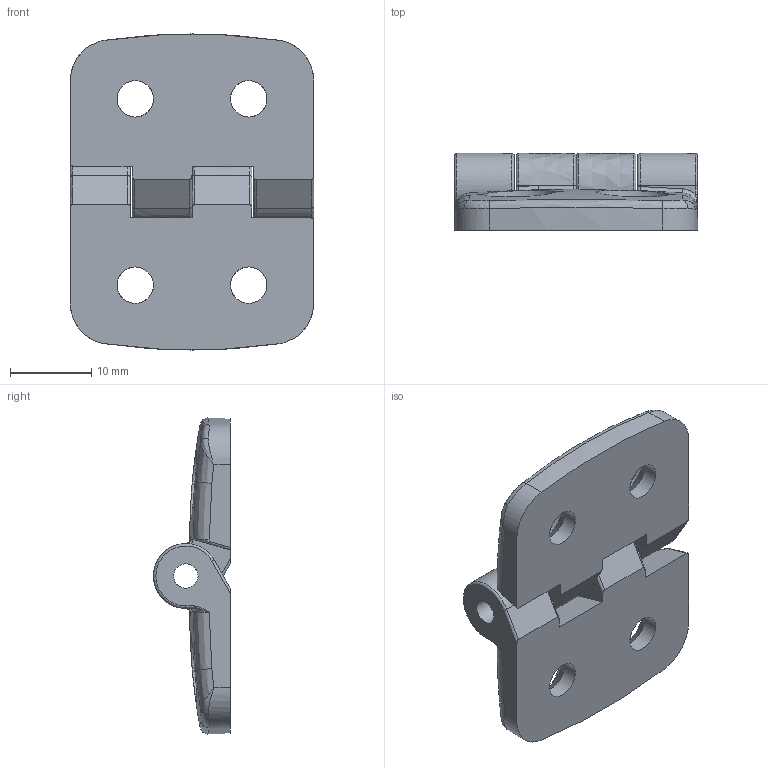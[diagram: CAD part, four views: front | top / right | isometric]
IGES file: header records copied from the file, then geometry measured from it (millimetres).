
Global section: file name: 615012; native system: Autodesk Inventor 2016; preprocessor: unknown; author: de01pc046; organization: Fath GmbH; date: 20180811.110328; units: millimetre
Bounding box: 30 x 9.5 x 39 mm (x, y, z)
Volume: 4910.3 mm3; surface area: 3783.1 mm2
Topology: 2 solids, 2 shells, 126 faces, 346 edges, 214 vertices
Faces by surface type: bspline 126
